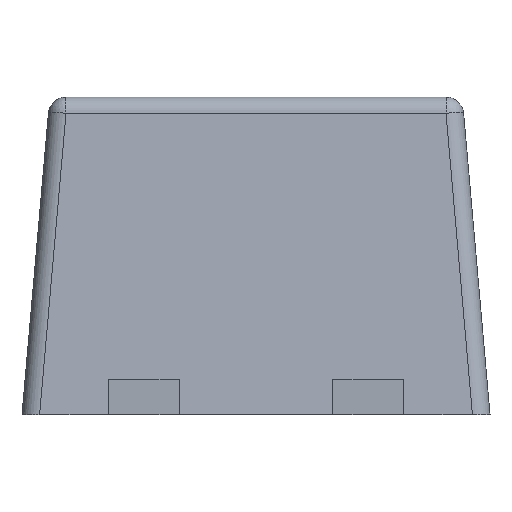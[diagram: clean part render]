
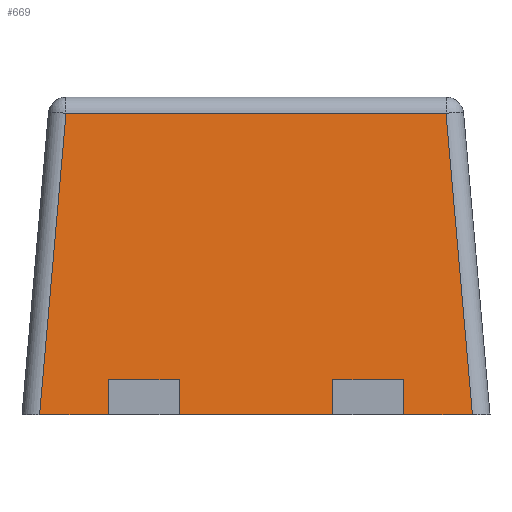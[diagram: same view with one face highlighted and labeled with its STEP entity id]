
A CAD part, left-side view. The second image highlights one B-rep face of the part: STEP entity #669.
In plain terms, the highlighted planar face has unit normal (-0.996, 0, 0.087).
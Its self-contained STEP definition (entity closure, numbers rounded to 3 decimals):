
#65=FACE_OUTER_BOUND('',#105,.T.);
#105=EDGE_LOOP('',(#503,#504,#505,#506,#507,#508,#509,#510,#511,#512,#513,
#514));
#132=LINE('',#967,#205);
#133=LINE('',#969,#206);
#141=LINE('',#992,#214);
#149=LINE('',#1015,#222);
#153=LINE('',#1022,#226);
#156=LINE('',#1027,#229);
#168=LINE('',#1052,#241);
#171=LINE('',#1058,#244);
#175=LINE('',#1065,#248);
#176=LINE('',#1068,#249);
#177=LINE('',#1070,#250);
#178=LINE('',#1071,#251);
#205=VECTOR('',#773,10.);
#206=VECTOR('',#774,10.);
#214=VECTOR('',#790,10.);
#222=VECTOR('',#812,10.);
#226=VECTOR('',#818,10.);
#229=VECTOR('',#823,10.);
#241=VECTOR('',#849,10.);
#244=VECTOR('',#854,10.);
#248=VECTOR('',#862,10.);
#249=VECTOR('',#865,10.);
#250=VECTOR('',#866,10.);
#251=VECTOR('',#867,10.);
#273=VERTEX_POINT('',#955);
#274=VERTEX_POINT('',#956);
#277=VERTEX_POINT('',#964);
#278=VERTEX_POINT('',#965);
#279=VERTEX_POINT('',#968);
#290=VERTEX_POINT('',#990);
#297=VERTEX_POINT('',#1013);
#298=VERTEX_POINT('',#1014);
#307=VERTEX_POINT('',#1051);
#309=VERTEX_POINT('',#1057);
#311=VERTEX_POINT('',#1067);
#312=VERTEX_POINT('',#1069);
#332=EDGE_CURVE('',#277,#274,#132,.T.);
#333=EDGE_CURVE('',#273,#279,#133,.T.);
#345=EDGE_CURVE('',#290,#278,#141,.T.);
#355=EDGE_CURVE('',#297,#298,#149,.T.);
#359=EDGE_CURVE('',#277,#297,#153,.T.);
#362=EDGE_CURVE('',#298,#278,#156,.T.);
#374=EDGE_CURVE('',#273,#307,#168,.T.);
#377=EDGE_CURVE('',#309,#274,#171,.T.);
#381=EDGE_CURVE('',#307,#309,#175,.T.);
#382=EDGE_CURVE('',#311,#290,#176,.T.);
#383=EDGE_CURVE('',#312,#311,#177,.T.);
#384=EDGE_CURVE('',#279,#312,#178,.T.);
#503=ORIENTED_EDGE('',*,*,#362,.T.);
#504=ORIENTED_EDGE('',*,*,#345,.F.);
#505=ORIENTED_EDGE('',*,*,#382,.F.);
#506=ORIENTED_EDGE('',*,*,#383,.F.);
#507=ORIENTED_EDGE('',*,*,#384,.F.);
#508=ORIENTED_EDGE('',*,*,#333,.F.);
#509=ORIENTED_EDGE('',*,*,#374,.T.);
#510=ORIENTED_EDGE('',*,*,#381,.T.);
#511=ORIENTED_EDGE('',*,*,#377,.T.);
#512=ORIENTED_EDGE('',*,*,#332,.F.);
#513=ORIENTED_EDGE('',*,*,#359,.T.);
#514=ORIENTED_EDGE('',*,*,#355,.T.);
#618=PLANE('',#729);
#669=ADVANCED_FACE('',(#65),#618,.T.);
#729=AXIS2_PLACEMENT_3D('',#1066,#863,#864);
#773=DIRECTION('',(0.,1.,0.));
#774=DIRECTION('',(0.,1.,0.));
#790=DIRECTION('',(0.,1.,0.));
#812=DIRECTION('',(0.,-1.,0.));
#818=DIRECTION('',(0.087,0.,0.996));
#823=DIRECTION('',(-0.087,0.,-0.996));
#849=DIRECTION('',(0.087,0.,0.996));
#854=DIRECTION('',(-0.087,0.,-0.996));
#862=DIRECTION('',(0.,-1.,0.));
#863=DIRECTION('center_axis',(-0.996,0.,0.087));
#864=DIRECTION('ref_axis',(0.,-1.,0.));
#865=DIRECTION('',(-0.087,-0.087,-0.992));
#866=DIRECTION('',(0.,-1.,0.));
#867=DIRECTION('',(0.087,-0.087,0.992));
#955=CARTESIAN_POINT('',(-2.225,0.835,0.));
#956=CARTESIAN_POINT('',(-2.225,0.435,0.));
#964=CARTESIAN_POINT('',(-2.225,-0.435,0.));
#965=CARTESIAN_POINT('',(-2.225,-0.835,0.));
#967=CARTESIAN_POINT('',(-2.225,-1.325,0.));
#968=CARTESIAN_POINT('',(-2.225,1.225,0.));
#969=CARTESIAN_POINT('',(-2.225,-1.325,0.));
#990=CARTESIAN_POINT('',(-2.225,-1.225,0.));
#992=CARTESIAN_POINT('',(-2.225,-1.325,0.));
#1013=CARTESIAN_POINT('',(-2.208,-0.435,0.2));
#1014=CARTESIAN_POINT('',(-2.208,-0.835,0.2));
#1015=CARTESIAN_POINT('',(-2.208,-0.98,0.2));
#1022=CARTESIAN_POINT('',(-2.224,-0.435,0.009));
#1027=CARTESIAN_POINT('',(-2.226,-0.835,-0.009));
#1051=CARTESIAN_POINT('',(-2.208,0.835,0.2));
#1052=CARTESIAN_POINT('',(-2.224,0.835,0.009));
#1057=CARTESIAN_POINT('',(-2.208,0.435,0.2));
#1058=CARTESIAN_POINT('',(-2.226,0.435,-0.009));
#1065=CARTESIAN_POINT('',(-2.208,-0.345,0.2));
#1066=CARTESIAN_POINT('Origin',(-2.225,-1.325,0.));
#1067=CARTESIAN_POINT('',(-2.076,-1.076,1.709));
#1068=CARTESIAN_POINT('',(-2.209,-1.209,0.183));
#1069=CARTESIAN_POINT('',(-2.076,1.076,1.709));
#1070=CARTESIAN_POINT('',(-2.076,-0.663,1.709));
#1071=CARTESIAN_POINT('',(-2.216,1.216,0.106));
